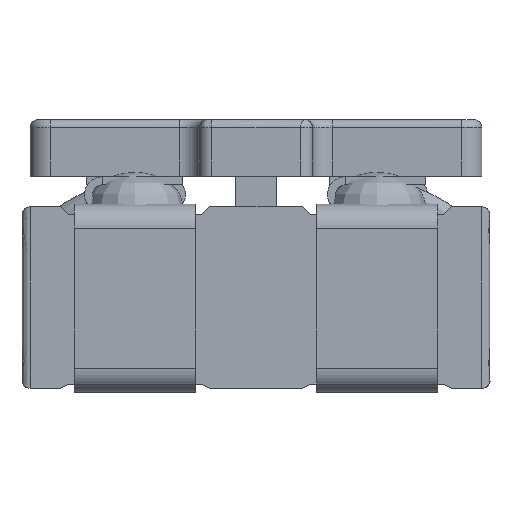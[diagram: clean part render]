
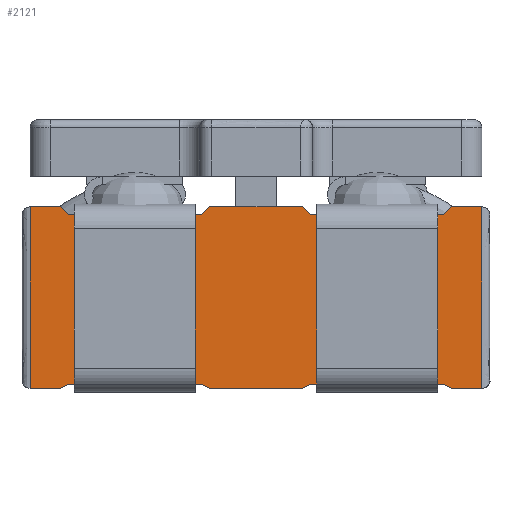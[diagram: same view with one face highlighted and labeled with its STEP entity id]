
A CAD part, front view. The second image highlights one B-rep face of the part: STEP entity #2121.
In plain terms, the highlighted free-form (B-spline) face has degree [1, 1] with [2, 2] control points.
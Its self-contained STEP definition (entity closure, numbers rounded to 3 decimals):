
#1319=CARTESIAN_POINT('',(-2.425,-3.45,2.25));
#1320=VERTEX_POINT('',#1319);
#1333=CARTESIAN_POINT('',(-2.325,-3.45,2.15));
#1334=VERTEX_POINT('',#1333);
#1340=CARTESIAN_POINT('',(-2.425,-3.45,2.25));
#1341=CARTESIAN_POINT('',(-2.325,-3.45,2.15));
#1342=B_SPLINE_CURVE_WITH_KNOTS('',1,(#1340,#1341),.POLYLINE_FORM.,.F.,.U.,(2,2),(0.891,0.914),.UNSPECIFIED.);
#1343=EDGE_CURVE('',#1320,#1334,#1342,.T.);
#1361=CARTESIAN_POINT('',(-0.675,-3.45,2.15));
#1362=VERTEX_POINT('',#1361);
#1368=CARTESIAN_POINT('',(-2.325,-3.45,2.15));
#1369=CARTESIAN_POINT('',(-0.675,-3.45,2.15));
#1370=B_SPLINE_CURVE_WITH_KNOTS('',1,(#1368,#1369),.POLYLINE_FORM.,.F.,.U.,(2,2),(0.613,0.888),.UNSPECIFIED.);
#1371=EDGE_CURVE('',#1334,#1362,#1370,.T.);
#1405=CARTESIAN_POINT('',(-0.575,-3.45,2.25));
#1406=VERTEX_POINT('',#1405);
#1412=CARTESIAN_POINT('',(-0.675,-3.45,2.15));
#1413=CARTESIAN_POINT('',(-0.575,-3.45,2.25));
#1414=B_SPLINE_CURVE_WITH_KNOTS('',1,(#1412,#1413),.POLYLINE_FORM.,.F.,.U.,(2,2),(0.434,0.458),.UNSPECIFIED.);
#1415=EDGE_CURVE('',#1362,#1406,#1414,.T.);
#1427=CARTESIAN_POINT('',(0.575,-3.45,2.25));
#1428=VERTEX_POINT('',#1427);
#1441=CARTESIAN_POINT('',(0.675,-3.45,2.15));
#1442=VERTEX_POINT('',#1441);
#1448=CARTESIAN_POINT('',(0.575,-3.45,2.25));
#1449=CARTESIAN_POINT('',(0.675,-3.45,2.15));
#1450=B_SPLINE_CURVE_WITH_KNOTS('',1,(#1448,#1449),.POLYLINE_FORM.,.F.,.U.,(2,2),(0.542,0.566),.UNSPECIFIED.);
#1451=EDGE_CURVE('',#1428,#1442,#1450,.T.);
#1469=CARTESIAN_POINT('',(2.325,-3.45,2.15));
#1470=VERTEX_POINT('',#1469);
#1476=CARTESIAN_POINT('',(0.675,-3.45,2.15));
#1477=CARTESIAN_POINT('',(2.325,-3.45,2.15));
#1478=B_SPLINE_CURVE_WITH_KNOTS('',1,(#1476,#1477),.POLYLINE_FORM.,.F.,.U.,(2,2),(0.112,0.387),.UNSPECIFIED.);
#1479=EDGE_CURVE('',#1442,#1470,#1478,.T.);
#1513=CARTESIAN_POINT('',(2.425,-3.45,2.25));
#1514=VERTEX_POINT('',#1513);
#1520=CARTESIAN_POINT('',(2.325,-3.45,2.15));
#1521=CARTESIAN_POINT('',(2.425,-3.45,2.25));
#1522=B_SPLINE_CURVE_WITH_KNOTS('',1,(#1520,#1521),.POLYLINE_FORM.,.F.,.U.,(2,2),(0.086,0.109),.UNSPECIFIED.);
#1523=EDGE_CURVE('',#1470,#1514,#1522,.T.);
#1535=CARTESIAN_POINT('',(2.425,-3.45,0.));
#1536=VERTEX_POINT('',#1535);
#1549=CARTESIAN_POINT('',(2.325,-3.45,0.05));
#1550=VERTEX_POINT('',#1549);
#1556=CARTESIAN_POINT('',(2.425,-3.45,0.));
#1557=CARTESIAN_POINT('',(2.325,-3.45,0.05));
#1558=B_SPLINE_CURVE_WITH_KNOTS('',1,(#1556,#1557),.POLYLINE_FORM.,.F.,.U.,(2,2),(0.904,0.922),.UNSPECIFIED.);
#1559=EDGE_CURVE('',#1536,#1550,#1558,.T.);
#1577=CARTESIAN_POINT('',(0.675,-3.45,0.05));
#1578=VERTEX_POINT('',#1577);
#1584=CARTESIAN_POINT('',(2.325,-3.45,0.05));
#1585=CARTESIAN_POINT('',(0.675,-3.45,0.05));
#1586=B_SPLINE_CURVE_WITH_KNOTS('',1,(#1584,#1585),.POLYLINE_FORM.,.F.,.U.,(2,2),(0.613,0.89),.UNSPECIFIED.);
#1587=EDGE_CURVE('',#1550,#1578,#1586,.T.);
#1605=CARTESIAN_POINT('',(0.575,-3.45,0.));
#1606=VERTEX_POINT('',#1605);
#1612=CARTESIAN_POINT('',(0.675,-3.45,0.05));
#1613=CARTESIAN_POINT('',(0.575,-3.45,0.));
#1614=B_SPLINE_CURVE_WITH_KNOTS('',1,(#1612,#1613),.POLYLINE_FORM.,.F.,.U.,(2,2),(0.502,0.521),.UNSPECIFIED.);
#1615=EDGE_CURVE('',#1578,#1606,#1614,.T.);
#1627=CARTESIAN_POINT('',(-0.575,-3.45,0.));
#1628=VERTEX_POINT('',#1627);
#1641=CARTESIAN_POINT('',(-0.675,-3.45,0.05));
#1642=VERTEX_POINT('',#1641);
#1648=CARTESIAN_POINT('',(-0.575,-3.45,0.));
#1649=CARTESIAN_POINT('',(-0.675,-3.45,0.05));
#1650=B_SPLINE_CURVE_WITH_KNOTS('',1,(#1648,#1649),.POLYLINE_FORM.,.F.,.U.,(2,2),(0.479,0.498),.UNSPECIFIED.);
#1651=EDGE_CURVE('',#1628,#1642,#1650,.T.);
#1669=CARTESIAN_POINT('',(-2.325,-3.45,0.05));
#1670=VERTEX_POINT('',#1669);
#1676=CARTESIAN_POINT('',(-0.675,-3.45,0.05));
#1677=CARTESIAN_POINT('',(-2.325,-3.45,0.05));
#1678=B_SPLINE_CURVE_WITH_KNOTS('',1,(#1676,#1677),.POLYLINE_FORM.,.F.,.U.,(2,2),(0.11,0.387),.UNSPECIFIED.);
#1679=EDGE_CURVE('',#1642,#1670,#1678,.T.);
#1697=CARTESIAN_POINT('',(-2.425,-3.45,0.));
#1698=VERTEX_POINT('',#1697);
#1704=CARTESIAN_POINT('',(-2.325,-3.45,0.05));
#1705=CARTESIAN_POINT('',(-2.425,-3.45,0.));
#1706=B_SPLINE_CURVE_WITH_KNOTS('',1,(#1704,#1705),.POLYLINE_FORM.,.F.,.U.,(2,2),(0.078,0.096),.UNSPECIFIED.);
#1707=EDGE_CURVE('',#1670,#1698,#1706,.T.);
#1758=CARTESIAN_POINT('',(-0.575,-3.45,0.));
#1759=CARTESIAN_POINT('',(0.575,-3.45,0.));
#1760=B_SPLINE_CURVE_WITH_KNOTS('',1,(#1758,#1759),.POLYLINE_FORM.,.F.,.U.,(2,2),(0.401,0.599),.UNSPECIFIED.);
#1761=EDGE_CURVE('',#1628,#1606,#1760,.T.);
#1820=CARTESIAN_POINT('',(-0.575,-3.45,2.25));
#1821=CARTESIAN_POINT('',(0.575,-3.45,2.25));
#1822=B_SPLINE_CURVE_WITH_KNOTS('',1,(#1820,#1821),.POLYLINE_FORM.,.F.,.U.,(2,2),(0.401,0.599),.UNSPECIFIED.);
#1823=EDGE_CURVE('',#1406,#1428,#1822,.T.);
#2062=CARTESIAN_POINT('',(-2.9,-3.45,0.));
#2063=CARTESIAN_POINT('',(-2.9,-3.45,2.25));
#2064=CARTESIAN_POINT('',(2.9,-3.45,0.));
#2065=CARTESIAN_POINT('',(2.9,-3.45,2.25));
#2066=B_SPLINE_SURFACE_WITH_KNOTS('',1,1,((#2062,#2063),(#2064,#2065)),.PLANE_SURF.,.F.,.F.,.U.,(2,2),(2,2),(0.,1.),(0.,1.),.UNSPECIFIED.);
#2067=CARTESIAN_POINT('',(2.8,-3.45,0.));
#2068=VERTEX_POINT('',#2067);
#2069=CARTESIAN_POINT('',(2.8,-3.45,2.25));
#2070=VERTEX_POINT('',#2069);
#2071=CARTESIAN_POINT('',(2.8,-3.45,0.));
#2072=CARTESIAN_POINT('',(2.8,-3.45,2.25));
#2073=B_SPLINE_CURVE_WITH_KNOTS('',1,(#2071,#2072),.POLYLINE_FORM.,.F.,.U.,(2,2),(0.,1.),.UNSPECIFIED.);
#2074=EDGE_CURVE('',#2068,#2070,#2073,.T.);
#2075=ORIENTED_EDGE('',*,*,#2074,.T.);
#2076=CARTESIAN_POINT('',(2.425,-3.45,2.25));
#2077=CARTESIAN_POINT('',(2.8,-3.45,2.25));
#2078=B_SPLINE_CURVE_WITH_KNOTS('',1,(#2076,#2077),.POLYLINE_FORM.,.F.,.U.,(2,2),(0.918,0.983),.UNSPECIFIED.);
#2079=EDGE_CURVE('',#1514,#2070,#2078,.T.);
#2080=ORIENTED_EDGE('',*,*,#2079,.F.);
#2081=ORIENTED_EDGE('',*,*,#1523,.F.);
#2082=ORIENTED_EDGE('',*,*,#1479,.F.);
#2083=ORIENTED_EDGE('',*,*,#1451,.F.);
#2084=ORIENTED_EDGE('',*,*,#1823,.F.);
#2085=ORIENTED_EDGE('',*,*,#1415,.F.);
#2086=ORIENTED_EDGE('',*,*,#1371,.F.);
#2087=ORIENTED_EDGE('',*,*,#1343,.F.);
#2088=CARTESIAN_POINT('',(-2.8,-3.45,2.25));
#2089=VERTEX_POINT('',#2088);
#2090=CARTESIAN_POINT('',(-2.8,-3.45,2.25));
#2091=CARTESIAN_POINT('',(-2.425,-3.45,2.25));
#2092=B_SPLINE_CURVE_WITH_KNOTS('',1,(#2090,#2091),.POLYLINE_FORM.,.F.,.U.,(2,2),(0.017,0.082),.UNSPECIFIED.);
#2093=EDGE_CURVE('',#2089,#1320,#2092,.T.);
#2094=ORIENTED_EDGE('',*,*,#2093,.F.);
#2095=CARTESIAN_POINT('',(-2.8,-3.45,0.));
#2096=VERTEX_POINT('',#2095);
#2097=CARTESIAN_POINT('',(-2.8,-3.45,0.));
#2098=CARTESIAN_POINT('',(-2.8,-3.45,2.25));
#2099=B_SPLINE_CURVE_WITH_KNOTS('',1,(#2097,#2098),.POLYLINE_FORM.,.F.,.U.,(2,2),(0.,1.),.UNSPECIFIED.);
#2100=EDGE_CURVE('',#2096,#2089,#2099,.T.);
#2101=ORIENTED_EDGE('',*,*,#2100,.F.);
#2102=CARTESIAN_POINT('',(-2.8,-3.45,0.));
#2103=CARTESIAN_POINT('',(-2.425,-3.45,0.));
#2104=B_SPLINE_CURVE_WITH_KNOTS('',1,(#2102,#2103),.POLYLINE_FORM.,.F.,.U.,(2,2),(0.017,0.082),.UNSPECIFIED.);
#2105=EDGE_CURVE('',#2096,#1698,#2104,.T.);
#2106=ORIENTED_EDGE('',*,*,#2105,.T.);
#2107=ORIENTED_EDGE('',*,*,#1707,.F.);
#2108=ORIENTED_EDGE('',*,*,#1679,.F.);
#2109=ORIENTED_EDGE('',*,*,#1651,.F.);
#2110=ORIENTED_EDGE('',*,*,#1761,.T.);
#2111=ORIENTED_EDGE('',*,*,#1615,.F.);
#2112=ORIENTED_EDGE('',*,*,#1587,.F.);
#2113=ORIENTED_EDGE('',*,*,#1559,.F.);
#2114=CARTESIAN_POINT('',(2.425,-3.45,0.));
#2115=CARTESIAN_POINT('',(2.8,-3.45,0.));
#2116=B_SPLINE_CURVE_WITH_KNOTS('',1,(#2114,#2115),.POLYLINE_FORM.,.F.,.U.,(2,2),(0.918,0.983),.UNSPECIFIED.);
#2117=EDGE_CURVE('',#1536,#2068,#2116,.T.);
#2118=ORIENTED_EDGE('',*,*,#2117,.T.);
#2119=EDGE_LOOP('',(#2075,#2080,#2081,#2082,#2083,#2084,#2085,#2086,#2087,#2094,#2101,#2106,#2107,#2108,#2109,#2110,#2111,#2112,#2113,#2118));
#2120=FACE_OUTER_BOUND('',#2119,.T.);
#2121=ADVANCED_FACE('',(#2120),#2066,.T.);
